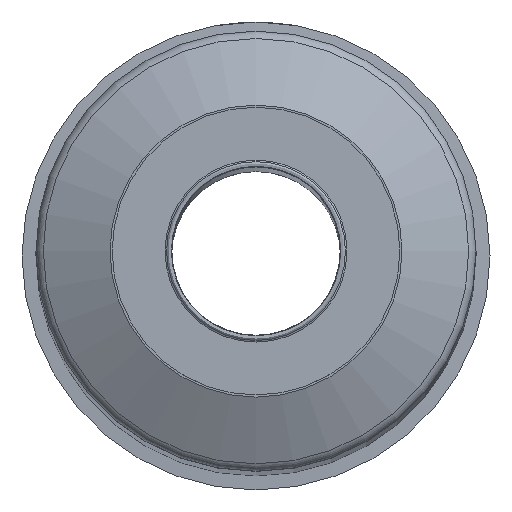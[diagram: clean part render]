
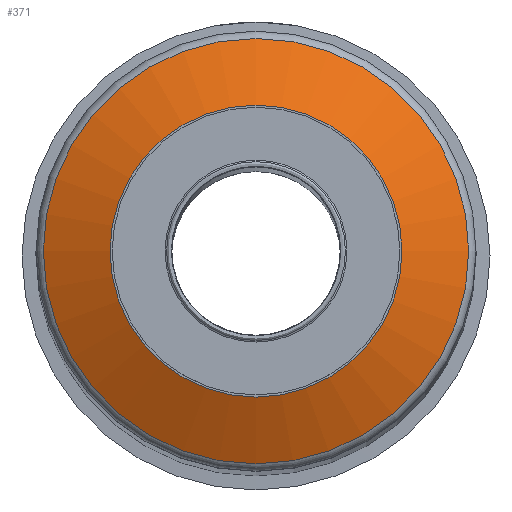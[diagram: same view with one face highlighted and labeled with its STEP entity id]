
A CAD part, top view. The second image highlights one B-rep face of the part: STEP entity #371.
In plain terms, the highlighted conical face has half-angle 65 degrees and reference radius 17 mm.
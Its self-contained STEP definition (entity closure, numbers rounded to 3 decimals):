
#34=CONICAL_SURFACE('',#439,17.,1.134);
#104=ORIENTED_EDGE('',*,*,#148,.F.);
#105=ORIENTED_EDGE('',*,*,#123,.T.);
#123=EDGE_CURVE('',#158,#158,#191,.F.);
#148=EDGE_CURVE('',#181,#181,#211,.T.);
#158=VERTEX_POINT('',#587);
#181=VERTEX_POINT('',#696);
#191=CIRCLE('',#397,17.25);
#211=CIRCLE('',#438,25.134);
#264=EDGE_LOOP('',(#104));
#265=EDGE_LOOP('',(#105));
#326=FACE_BOUND('',#264,.T.);
#327=FACE_BOUND('',#265,.T.);
#371=ADVANCED_FACE('',(#326,#327),#34,.T.);
#397=AXIS2_PLACEMENT_3D('',#586,#465,#466);
#438=AXIS2_PLACEMENT_3D('',#695,#547,#548);
#439=AXIS2_PLACEMENT_3D('',#697,#549,#550);
#465=DIRECTION('',(0.,0.,1.));
#466=DIRECTION('',(0.,-1.,0.));
#547=DIRECTION('',(0.,0.,-1.));
#548=DIRECTION('',(-1.,0.,0.));
#549=DIRECTION('',(0.,0.,-1.));
#550=DIRECTION('',(-1.,0.,0.));
#586=CARTESIAN_POINT('',(0.,0.,345.8));
#587=CARTESIAN_POINT('',(0.,-17.25,345.8));
#695=CARTESIAN_POINT('',(0.,0.,342.124));
#696=CARTESIAN_POINT('',(-25.134,0.,342.124));
#697=CARTESIAN_POINT('',(0.,0.,345.917));
